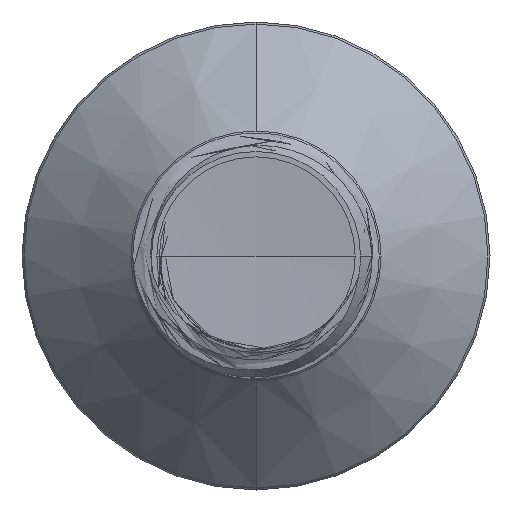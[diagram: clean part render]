
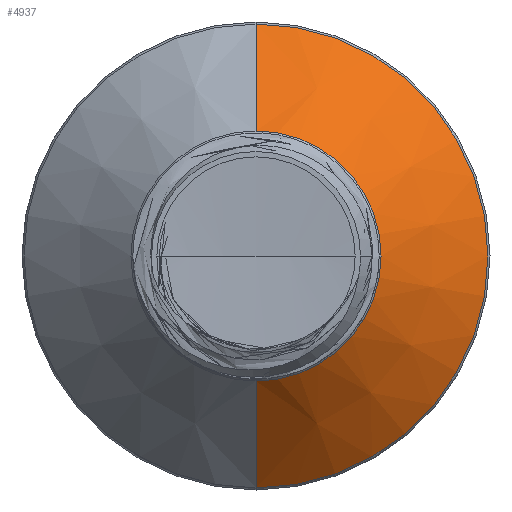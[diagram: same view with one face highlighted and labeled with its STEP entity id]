
A CAD part, front view. The second image highlights one B-rep face of the part: STEP entity #4937.
In plain terms, the highlighted conical face has half-angle 45 degrees and reference radius 1.016 mm.
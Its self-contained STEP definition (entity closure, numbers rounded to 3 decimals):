
#57 = DIRECTION ( 'NONE',  ( 0., 1., 0. ) ) ;
#61 = CIRCLE ( 'NONE', #11719, 1.016 ) ;
#814 = EDGE_CURVE ( 'NONE', #18298, #15515, #14215, .T. ) ;
#2710 = EDGE_CURVE ( 'NONE', #15515, #18186, #23101, .T. ) ;
#4540 = EDGE_CURVE ( 'NONE', #8524, #18186, #35283, .T. ) ;
#4937 = ADVANCED_FACE ( 'NONE', ( #28084 ), #24767, .T. ) ;
#8320 = EDGE_CURVE ( 'NONE', #18298, #8524, #61, .T. ) ;
#8370 = AXIS2_PLACEMENT_3D ( 'NONE', #12837, #12725, #12767 ) ;
#8524 = VERTEX_POINT ( 'NONE', #8623 ) ;
#8623 = CARTESIAN_POINT ( 'NONE',  ( 0., 8.546, -1.016 ) ) ;
#11719 = AXIS2_PLACEMENT_3D ( 'NONE', #16820, #57, #19558 ) ;
#11995 = CARTESIAN_POINT ( 'NONE',  ( 0., 8.546, 1.016 ) ) ;
#12079 = ORIENTED_EDGE ( 'NONE', *, *, #4540, .T. ) ;
#12464 = VECTOR ( 'NONE', #16197, 1000. ) ;
#12725 = DIRECTION ( 'NONE',  ( 0., 1., 0. ) ) ;
#12767 = DIRECTION ( 'NONE',  ( 0., 0., 1. ) ) ;
#12837 = CARTESIAN_POINT ( 'NONE',  ( 0., 9.414, 0. ) ) ;
#13623 = CARTESIAN_POINT ( 'NONE',  ( 0., 8.546, -1.016 ) ) ;
#14215 = LINE ( 'NONE', #16561, #12464 ) ;
#14572 = DIRECTION ( 'NONE',  ( 0., 0., 1. ) ) ;
#15515 = VERTEX_POINT ( 'NONE', #33224 ) ;
#16197 = DIRECTION ( 'NONE',  ( 0., 0.707, 0.707 ) ) ;
#16561 = CARTESIAN_POINT ( 'NONE',  ( 0., 8.546, 1.016 ) ) ;
#16820 = CARTESIAN_POINT ( 'NONE',  ( 0., 8.546, 0. ) ) ;
#18186 = VERTEX_POINT ( 'NONE', #22625 ) ;
#18298 = VERTEX_POINT ( 'NONE', #11995 ) ;
#18549 = ORIENTED_EDGE ( 'NONE', *, *, #8320, .T. ) ;
#19558 = DIRECTION ( 'NONE',  ( 0., 0., 1. ) ) ;
#19708 = CARTESIAN_POINT ( 'NONE',  ( 0., 8.546, 0. ) ) ;
#21795 = AXIS2_PLACEMENT_3D ( 'NONE', #19708, #30691, #14572 ) ;
#22625 = CARTESIAN_POINT ( 'NONE',  ( 0., 9.414, -1.883 ) ) ;
#23101 = CIRCLE ( 'NONE', #8370, 1.883 ) ;
#24767 = CONICAL_SURFACE ( 'NONE', #21795, 1.016, 0.785 ) ;
#27365 = ORIENTED_EDGE ( 'NONE', *, *, #814, .F. ) ;
#28084 = FACE_OUTER_BOUND ( 'NONE', #30112, .T. ) ;
#30112 = EDGE_LOOP ( 'NONE', ( #18549, #12079, #33691, #27365 ) ) ;
#30691 = DIRECTION ( 'NONE',  ( 0., 1., 0. ) ) ;
#33224 = CARTESIAN_POINT ( 'NONE',  ( 0., 9.414, 1.883 ) ) ;
#33691 = ORIENTED_EDGE ( 'NONE', *, *, #2710, .F. ) ;
#34408 = VECTOR ( 'NONE', #35235, 1000. ) ;
#35235 = DIRECTION ( 'NONE',  ( 0., 0.707, -0.707 ) ) ;
#35283 = LINE ( 'NONE', #13623, #34408 ) ;
